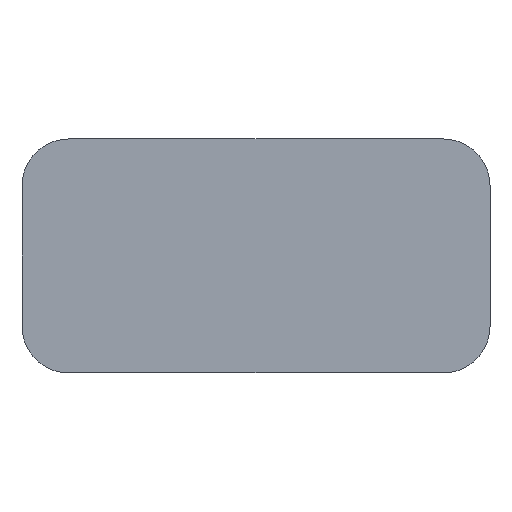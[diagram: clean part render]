
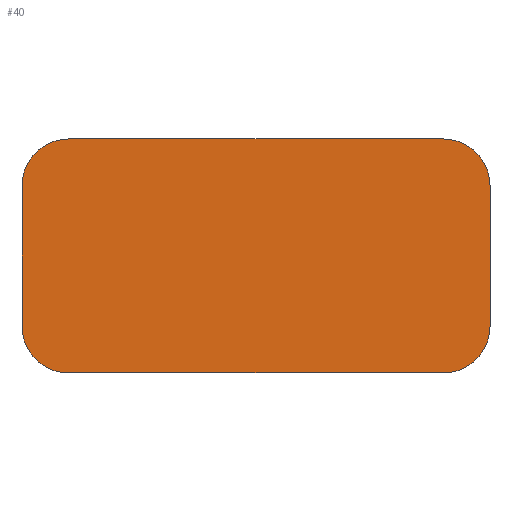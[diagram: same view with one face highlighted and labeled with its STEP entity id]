
A CAD part, front view. The second image highlights one B-rep face of the part: STEP entity #40.
In plain terms, the highlighted planar face has unit normal (0, -1, 0).
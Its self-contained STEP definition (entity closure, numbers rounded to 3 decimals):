
#27 = CIRCLE ( 'NONE', #553, 10. ) ;
#30 = DIRECTION ( 'NONE',  ( 0., 0., 1. ) ) ;
#36 = CARTESIAN_POINT ( 'NONE',  ( 90., 0., 10. ) ) ;
#39 = ORIENTED_EDGE ( 'NONE', *, *, #473, .F. ) ;
#40 = ADVANCED_FACE ( 'NONE', ( #193 ), #253, .F. ) ;
#57 = EDGE_CURVE ( 'NONE', #435, #650, #62, .T. ) ;
#60 = ORIENTED_EDGE ( 'NONE', *, *, #66, .T. ) ;
#61 = DIRECTION ( 'NONE',  ( 0., 0., 1. ) ) ;
#62 = LINE ( 'NONE', #125, #187 ) ;
#66 = EDGE_CURVE ( 'NONE', #451, #559, #27, .T. ) ;
#84 = CARTESIAN_POINT ( 'NONE',  ( 10., 0., 10. ) ) ;
#100 = VERTEX_POINT ( 'NONE', #725 ) ;
#125 = CARTESIAN_POINT ( 'NONE',  ( 0., 0., 50. ) ) ;
#136 = VECTOR ( 'NONE', #339, 1000. ) ;
#140 = CARTESIAN_POINT ( 'NONE',  ( 10., 0., 0. ) ) ;
#141 = DIRECTION ( 'NONE',  ( 0., 0., -1. ) ) ;
#154 = EDGE_CURVE ( 'NONE', #754, #559, #375, .T. ) ;
#164 = CIRCLE ( 'NONE', #474, 10. ) ;
#168 = ORIENTED_EDGE ( 'NONE', *, *, #336, .T. ) ;
#172 = DIRECTION ( 'NONE',  ( 0., 0., -1. ) ) ;
#173 = AXIS2_PLACEMENT_3D ( 'NONE', #84, #264, #192 ) ;
#187 = VECTOR ( 'NONE', #172, 1000. ) ;
#192 = DIRECTION ( 'NONE',  ( 0., 0., 1. ) ) ;
#193 = FACE_OUTER_BOUND ( 'NONE', #403, .T. ) ;
#220 = DIRECTION ( 'NONE',  ( 0., -1., 0. ) ) ;
#223 = VERTEX_POINT ( 'NONE', #398 ) ;
#227 = EDGE_CURVE ( 'NONE', #223, #435, #568, .T. ) ;
#251 = ORIENTED_EDGE ( 'NONE', *, *, #57, .T. ) ;
#253 = PLANE ( 'NONE',  #770 ) ;
#264 = DIRECTION ( 'NONE',  ( 0., -1., 0. ) ) ;
#269 = CARTESIAN_POINT ( 'NONE',  ( 90., 0., 0. ) ) ;
#279 = DIRECTION ( 'NONE',  ( 0., 0., 1. ) ) ;
#329 = CARTESIAN_POINT ( 'NONE',  ( 0., 0., 40. ) ) ;
#333 = DIRECTION ( 'NONE',  ( 0., -1., 0. ) ) ;
#336 = EDGE_CURVE ( 'NONE', #411, #451, #577, .T. ) ;
#338 = DIRECTION ( 'NONE',  ( 1., 0., 0. ) ) ;
#339 = DIRECTION ( 'NONE',  ( 1., 0., 0. ) ) ;
#359 = ORIENTED_EDGE ( 'NONE', *, *, #154, .F. ) ;
#364 = ORIENTED_EDGE ( 'NONE', *, *, #625, .T. ) ;
#375 = LINE ( 'NONE', #510, #463 ) ;
#379 = ORIENTED_EDGE ( 'NONE', *, *, #407, .T. ) ;
#398 = CARTESIAN_POINT ( 'NONE',  ( 10., 0., 50. ) ) ;
#403 = EDGE_LOOP ( 'NONE', ( #39, #424, #251, #379, #168, #60, #359, #364 ) ) ;
#407 = EDGE_CURVE ( 'NONE', #650, #411, #532, .T. ) ;
#411 = VERTEX_POINT ( 'NONE', #140 ) ;
#413 = CARTESIAN_POINT ( 'NONE',  ( 100., 0., 10. ) ) ;
#424 = ORIENTED_EDGE ( 'NONE', *, *, #227, .T. ) ;
#430 = VECTOR ( 'NONE', #338, 1000. ) ;
#435 = VERTEX_POINT ( 'NONE', #329 ) ;
#437 = CARTESIAN_POINT ( 'NONE',  ( 0., 0., 50. ) ) ;
#438 = DIRECTION ( 'NONE',  ( 0., -1., 0. ) ) ;
#451 = VERTEX_POINT ( 'NONE', #269 ) ;
#458 = CARTESIAN_POINT ( 'NONE',  ( 10., 0., 40. ) ) ;
#463 = VECTOR ( 'NONE', #141, 1000. ) ;
#473 = EDGE_CURVE ( 'NONE', #223, #100, #579, .T. ) ;
#474 = AXIS2_PLACEMENT_3D ( 'NONE', #556, #438, #570 ) ;
#510 = CARTESIAN_POINT ( 'NONE',  ( 100., 0., 50. ) ) ;
#532 = CIRCLE ( 'NONE', #173, 10. ) ;
#553 = AXIS2_PLACEMENT_3D ( 'NONE', #36, #220, #279 ) ;
#556 = CARTESIAN_POINT ( 'NONE',  ( 90., 0., 40. ) ) ;
#559 = VERTEX_POINT ( 'NONE', #413 ) ;
#568 = CIRCLE ( 'NONE', #751, 10. ) ;
#570 = DIRECTION ( 'NONE',  ( 0., 0., 1. ) ) ;
#577 = LINE ( 'NONE', #594, #430 ) ;
#579 = LINE ( 'NONE', #590, #136 ) ;
#590 = CARTESIAN_POINT ( 'NONE',  ( 0., 0., 50. ) ) ;
#594 = CARTESIAN_POINT ( 'NONE',  ( 0., 0., 0. ) ) ;
#625 = EDGE_CURVE ( 'NONE', #754, #100, #164, .T. ) ;
#642 = CARTESIAN_POINT ( 'NONE',  ( 0., 0., 10. ) ) ;
#650 = VERTEX_POINT ( 'NONE', #642 ) ;
#671 = CARTESIAN_POINT ( 'NONE',  ( 100., 0., 40. ) ) ;
#681 = DIRECTION ( 'NONE',  ( 0., 1., 0. ) ) ;
#725 = CARTESIAN_POINT ( 'NONE',  ( 90., 0., 50. ) ) ;
#751 = AXIS2_PLACEMENT_3D ( 'NONE', #458, #333, #30 ) ;
#754 = VERTEX_POINT ( 'NONE', #671 ) ;
#770 = AXIS2_PLACEMENT_3D ( 'NONE', #437, #681, #61 ) ;
